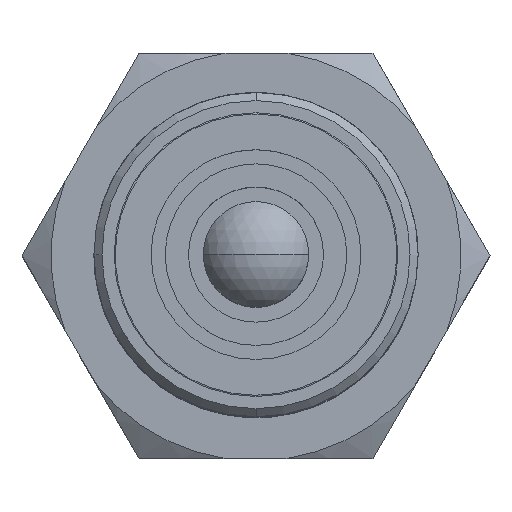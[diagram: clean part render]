
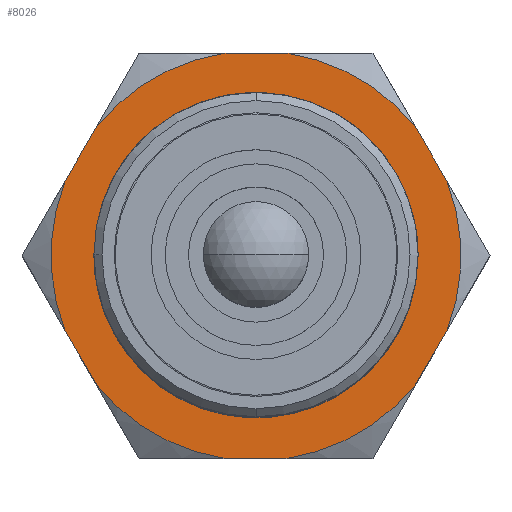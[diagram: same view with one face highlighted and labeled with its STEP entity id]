
A CAD part, top view. The second image highlights one B-rep face of the part: STEP entity #8026.
In plain terms, the highlighted planar face has unit normal (0, 0, 1).
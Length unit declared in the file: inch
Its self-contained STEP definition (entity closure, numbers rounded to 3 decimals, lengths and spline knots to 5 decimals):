
#169 = EDGE_CURVE ( 'NONE', #7938, #19841, #14232, .T. ) ;
#282 = ORIENTED_EDGE ( 'NONE', *, *, #16884, .T. ) ;
#450 = CIRCLE ( 'NONE', #4675, 0.19913 ) ;
#580 = ORIENTED_EDGE ( 'NONE', *, *, #13657, .F. ) ;
#585 = DIRECTION ( 'NONE',  ( 0., -1., 0. ) ) ;
#1017 = PLANE ( 'NONE',  #18652 ) ;
#1570 = VERTEX_POINT ( 'NONE', #12753 ) ;
#1813 = CARTESIAN_POINT ( 'NONE',  ( 0.18556, 0.07229, 0.53964 ) ) ;
#2035 = VECTOR ( 'NONE', #20097, 39.37008 ) ;
#2097 = CARTESIAN_POINT ( 'NONE',  ( 0.17048, 0.09843, 0.53964 ) ) ;
#2167 = VERTEX_POINT ( 'NONE', #14020 ) ;
#2253 = CARTESIAN_POINT ( 'NONE',  ( 0., 0., 0.53964 ) ) ;
#2325 = LINE ( 'NONE', #5971, #11399 ) ;
#2388 = VERTEX_POINT ( 'NONE', #2704 ) ;
#2507 = ORIENTED_EDGE ( 'NONE', *, *, #4791, .T. ) ;
#2547 = CIRCLE ( 'NONE', #13522, 0.13085 ) ;
#2557 = ORIENTED_EDGE ( 'NONE', *, *, #13710, .F. ) ;
#2704 = CARTESIAN_POINT ( 'NONE',  ( -0.18553, 0.07234, 0.53962 ) ) ;
#2711 = DIRECTION ( 'NONE',  ( 0., 0., -1. ) ) ;
#2905 = EDGE_LOOP ( 'NONE', ( #2557, #12634, #2507, #580, #9073, #12580, #7599, #21699, #11569, #3765, #18967, #14338 ) ) ;
#3063 = EDGE_CURVE ( 'NONE', #2388, #1570, #12406, .T. ) ;
#3582 = CIRCLE ( 'NONE', #8875, 0.19913 ) ;
#3711 = LINE ( 'NONE', #20209, #2035 ) ;
#3765 = ORIENTED_EDGE ( 'NONE', *, *, #9053, .F. ) ;
#3770 = CARTESIAN_POINT ( 'NONE',  ( -0.03012, 0.19685, 0.53962 ) ) ;
#3993 = CARTESIAN_POINT ( 'NONE',  ( 0., 0., 0.53964 ) ) ;
#4174 = AXIS2_PLACEMENT_3D ( 'NONE', #4493, #2711, #18211 ) ;
#4374 = DIRECTION ( 'NONE',  ( -1., 0., 0. ) ) ;
#4493 = CARTESIAN_POINT ( 'NONE',  ( 0., 0., 0.53964 ) ) ;
#4675 = AXIS2_PLACEMENT_3D ( 'NONE', #6285, #18125, #6178 ) ;
#4791 = EDGE_CURVE ( 'NONE', #17943, #5860, #19516, .T. ) ;
#5149 = DIRECTION ( 'NONE',  ( -1., 0., 0. ) ) ;
#5467 = CARTESIAN_POINT ( 'NONE',  ( 0.18553, -0.07234, 0.53962 ) ) ;
#5696 = VERTEX_POINT ( 'NONE', #9557 ) ;
#5860 = VERTEX_POINT ( 'NONE', #3770 ) ;
#5971 = CARTESIAN_POINT ( 'NONE',  ( -0.34095, -0.19685, 0.53964 ) ) ;
#6013 = LINE ( 'NONE', #11112, #10503 ) ;
#6178 = DIRECTION ( 'NONE',  ( -1., 0., 0. ) ) ;
#6285 = CARTESIAN_POINT ( 'NONE',  ( 0., 0., 0.53964 ) ) ;
#6430 = CIRCLE ( 'NONE', #7111, 0.19913 ) ;
#6684 = EDGE_CURVE ( 'NONE', #8262, #5696, #6430, .T. ) ;
#6890 = CARTESIAN_POINT ( 'NONE',  ( 0.15538, -0.12456, 0.53964 ) ) ;
#7108 = DIRECTION ( 'NONE',  ( 0., 0., 1. ) ) ;
#7111 = AXIS2_PLACEMENT_3D ( 'NONE', #19983, #8048, #19662 ) ;
#7187 = DIRECTION ( 'NONE',  ( 0.5, 0.866, 0. ) ) ;
#7511 = DIRECTION ( 'NONE',  ( -1., 0., 0. ) ) ;
#7556 = EDGE_CURVE ( 'NONE', #21677, #8262, #2325, .T. ) ;
#7599 = ORIENTED_EDGE ( 'NONE', *, *, #8778, .F. ) ;
#7726 = DIRECTION ( 'NONE',  ( -1., 0., 0. ) ) ;
#7938 = VERTEX_POINT ( 'NONE', #1813 ) ;
#8026 = ADVANCED_FACE ( 'NONE', ( #20800, #19592 ), #1017, .F. ) ;
#8048 = DIRECTION ( 'NONE',  ( 0., 0., -1. ) ) ;
#8262 = VERTEX_POINT ( 'NONE', #13532 ) ;
#8719 = DIRECTION ( 'NONE',  ( 0., 0., -1. ) ) ;
#8778 = EDGE_CURVE ( 'NONE', #5696, #10791, #6013, .T. ) ;
#8875 = AXIS2_PLACEMENT_3D ( 'NONE', #3993, #19462, #14289 ) ;
#9053 = EDGE_CURVE ( 'NONE', #13084, #21677, #450, .T. ) ;
#9073 = ORIENTED_EDGE ( 'NONE', *, *, #3063, .F. ) ;
#9246 = VERTEX_POINT ( 'NONE', #19360 ) ;
#9258 = CARTESIAN_POINT ( 'NONE',  ( -0.18556, -0.07229, 0.53964 ) ) ;
#9557 = CARTESIAN_POINT ( 'NONE',  ( -0.15541, -0.12451, 0.53962 ) ) ;
#9856 = VERTEX_POINT ( 'NONE', #13887 ) ;
#10503 = VECTOR ( 'NONE', #19710, 39.37008 ) ;
#10679 = EDGE_CURVE ( 'NONE', #19841, #13084, #3711, .T. ) ;
#10791 = VERTEX_POINT ( 'NONE', #9258 ) ;
#11011 = AXIS2_PLACEMENT_3D ( 'NONE', #2253, #7108, #19170 ) ;
#11065 = LINE ( 'NONE', #2097, #18065 ) ;
#11075 = EDGE_CURVE ( 'NONE', #17943, #2167, #21819, .T. ) ;
#11112 = CARTESIAN_POINT ( 'NONE',  ( -0.17048, -0.09843, 0.53964 ) ) ;
#11399 = VECTOR ( 'NONE', #7726, 39.37008 ) ;
#11539 = AXIS2_PLACEMENT_3D ( 'NONE', #19240, #17352, #7511 ) ;
#11569 = ORIENTED_EDGE ( 'NONE', *, *, #7556, .F. ) ;
#11953 = CARTESIAN_POINT ( 'NONE',  ( 0.03007, 0.19685, 0.53964 ) ) ;
#12108 = AXIS2_PLACEMENT_3D ( 'NONE', #20284, #20164, #5149 ) ;
#12406 = LINE ( 'NONE', #19128, #17118 ) ;
#12580 = ORIENTED_EDGE ( 'NONE', *, *, #16609, .F. ) ;
#12634 = ORIENTED_EDGE ( 'NONE', *, *, #11075, .F. ) ;
#12753 = CARTESIAN_POINT ( 'NONE',  ( -0.15538, 0.12456, 0.53964 ) ) ;
#13084 = VERTEX_POINT ( 'NONE', #6890 ) ;
#13522 = AXIS2_PLACEMENT_3D ( 'NONE', #17234, #8719, #13937 ) ;
#13532 = CARTESIAN_POINT ( 'NONE',  ( -0.03007, -0.19685, 0.53964 ) ) ;
#13657 = EDGE_CURVE ( 'NONE', #1570, #5860, #21047, .T. ) ;
#13710 = EDGE_CURVE ( 'NONE', #2167, #7938, #11065, .T. ) ;
#13887 = CARTESIAN_POINT ( 'NONE',  ( 0.13085, 0., 0.53964 ) ) ;
#13937 = DIRECTION ( 'NONE',  ( -1., 0., 0. ) ) ;
#14020 = CARTESIAN_POINT ( 'NONE',  ( 0.15541, 0.12451, 0.53962 ) ) ;
#14232 = CIRCLE ( 'NONE', #12108, 0.19913 ) ;
#14289 = DIRECTION ( 'NONE',  ( -1., 0., 0. ) ) ;
#14338 = ORIENTED_EDGE ( 'NONE', *, *, #169, .F. ) ;
#14385 = VECTOR ( 'NONE', #4374, 39.37008 ) ;
#15367 = ORIENTED_EDGE ( 'NONE', *, *, #16080, .F. ) ;
#15599 = DIRECTION ( 'NONE',  ( 0.5, -0.866, 0. ) ) ;
#16080 = EDGE_CURVE ( 'NONE', #9856, #9246, #21579, .T. ) ;
#16609 = EDGE_CURVE ( 'NONE', #10791, #2388, #3582, .T. ) ;
#16884 = EDGE_CURVE ( 'NONE', #9856, #9246, #2547, .T. ) ;
#17118 = VECTOR ( 'NONE', #7187, 39.37008 ) ;
#17234 = CARTESIAN_POINT ( 'NONE',  ( 0., 0., 0.53964 ) ) ;
#17352 = DIRECTION ( 'NONE',  ( 0., 0., -1. ) ) ;
#17623 = CARTESIAN_POINT ( 'NONE',  ( -0.34095, -0.19685, 0.53964 ) ) ;
#17943 = VERTEX_POINT ( 'NONE', #11953 ) ;
#18065 = VECTOR ( 'NONE', #15599, 39.37008 ) ;
#18077 = CARTESIAN_POINT ( 'NONE',  ( 0.11365, 0.19685, 0.53964 ) ) ;
#18125 = DIRECTION ( 'NONE',  ( 0., 0., -1. ) ) ;
#18211 = DIRECTION ( 'NONE',  ( -1., 0., 0. ) ) ;
#18652 = AXIS2_PLACEMENT_3D ( 'NONE', #17623, #21010, #585 ) ;
#18967 = ORIENTED_EDGE ( 'NONE', *, *, #10679, .F. ) ;
#19128 = CARTESIAN_POINT ( 'NONE',  ( -0.34095, -0.19685, 0.53964 ) ) ;
#19170 = DIRECTION ( 'NONE',  ( -1., 0., 0. ) ) ;
#19240 = CARTESIAN_POINT ( 'NONE',  ( 0., 0., 0.53964 ) ) ;
#19360 = CARTESIAN_POINT ( 'NONE',  ( -0.13085, 0., 0.53964 ) ) ;
#19462 = DIRECTION ( 'NONE',  ( 0., 0., -1. ) ) ;
#19516 = LINE ( 'NONE', #18077, #14385 ) ;
#19592 = FACE_BOUND ( 'NONE', #20581, .T. ) ;
#19662 = DIRECTION ( 'NONE',  ( -1., 0., 0. ) ) ;
#19710 = DIRECTION ( 'NONE',  ( -0.5, 0.866, 0. ) ) ;
#19841 = VERTEX_POINT ( 'NONE', #5467 ) ;
#19983 = CARTESIAN_POINT ( 'NONE',  ( 0., 0., 0.53964 ) ) ;
#20097 = DIRECTION ( 'NONE',  ( -0.5, -0.866, 0. ) ) ;
#20164 = DIRECTION ( 'NONE',  ( 0., 0., -1. ) ) ;
#20209 = CARTESIAN_POINT ( 'NONE',  ( 0., -0.3937, 0.53964 ) ) ;
#20242 = CARTESIAN_POINT ( 'NONE',  ( 0.03012, -0.19685, 0.53962 ) ) ;
#20284 = CARTESIAN_POINT ( 'NONE',  ( 0., 0., 0.53964 ) ) ;
#20581 = EDGE_LOOP ( 'NONE', ( #15367, #282 ) ) ;
#20800 = FACE_OUTER_BOUND ( 'NONE', #2905, .T. ) ;
#21010 = DIRECTION ( 'NONE',  ( 0., 0., -1. ) ) ;
#21047 = CIRCLE ( 'NONE', #11539, 0.19913 ) ;
#21579 = CIRCLE ( 'NONE', #11011, 0.13085 ) ;
#21677 = VERTEX_POINT ( 'NONE', #20242 ) ;
#21699 = ORIENTED_EDGE ( 'NONE', *, *, #6684, .F. ) ;
#21819 = CIRCLE ( 'NONE', #4174, 0.19913 ) ;
